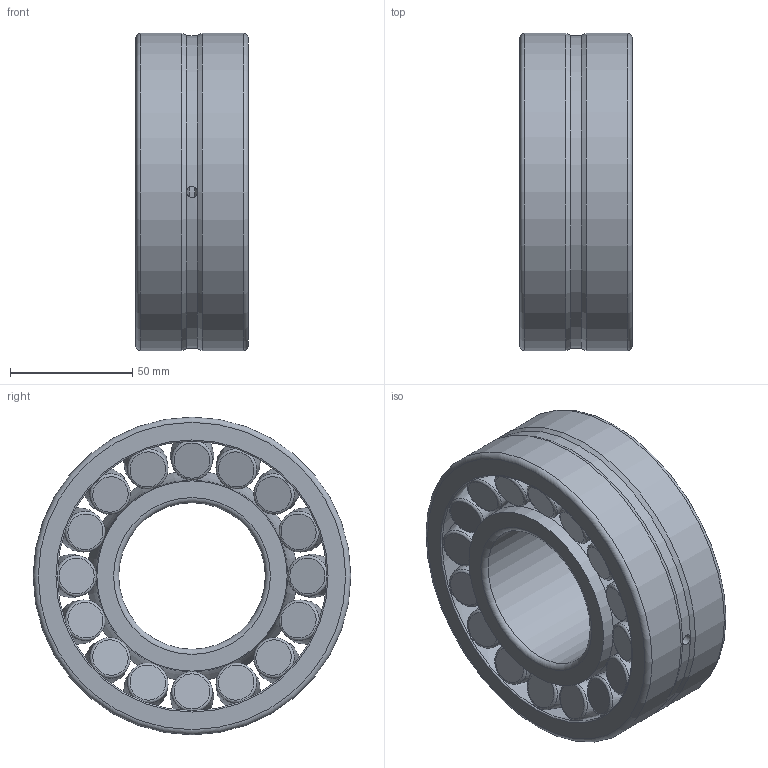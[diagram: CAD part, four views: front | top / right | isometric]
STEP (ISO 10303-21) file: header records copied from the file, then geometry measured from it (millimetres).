
FILE_DESCRIPTION( ( 'STEP AP203' ), '1' );
FILE_NAME( '22312 E.stp', '2020-08-06T12:10:54', ( 'License CC BY-ND 4.0' ), ( 'CADENAS' ), ' ', 'PARTsolutions', ' ' );
FILE_SCHEMA( ( 'CONFIG_CONTROL_DESIGN' ) );
Length unit declared in the file: millimetre
Products named in the file (6): 22312 E; _22312 E_dummy; _22312 E_ir; _22312 E_or; _22312 E-R1; _22312 E-R2
Assembly tree (35 placements, depth 2):
  22312 E
    _22312 E_dummy
    _22312 E_ir
    _22312 E_or
    _22312 E-R1  x16
    _22312 E-R2  x16
Bounding box: 46 x 130 x 130 mm (x, y, z)
Volume: 365328.7 mm3; surface area: 111206.6 mm2
Topology: 34 solids, 34 shells, 189 faces, 288 edges, 164 vertices
Faces by surface type: torus 74, plane 68, bspline 35, cylinder 10, cone 2
Full cylindrical faces by diameter (mm): 4.5 x3, 60 x1, 85.829 x1, 130 x2
Entity records: 1712 total; most frequent: CARTESIAN_POINT 640, DIRECTION 212, AXIS2_PLACEMENT_3D 106, ORIENTED_EDGE 90, EDGE_LOOP 74, FACE_OUTER_BOUND 65, EDGE_CURVE 45, PRODUCT_DEFINITION_SHAPE 41
